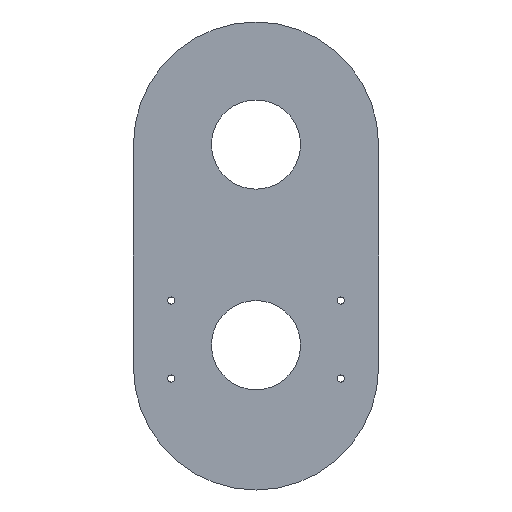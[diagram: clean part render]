
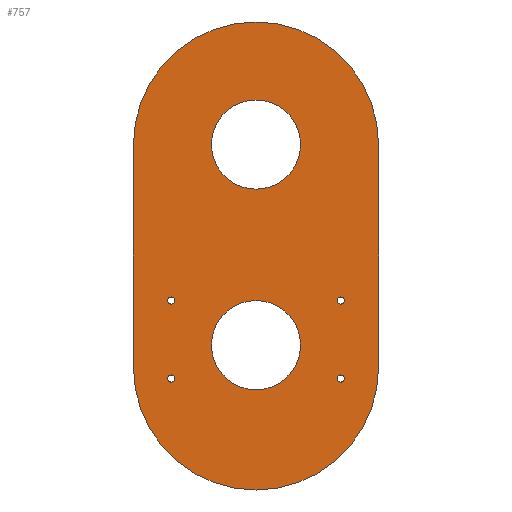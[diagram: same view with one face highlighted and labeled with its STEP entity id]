
A CAD part, left-side view. The second image highlights one B-rep face of the part: STEP entity #757.
In plain terms, the highlighted planar face has unit normal (-1, 0, 0).
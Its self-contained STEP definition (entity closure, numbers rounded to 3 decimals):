
#29=FACE_BOUND('',#139,.T.);
#30=FACE_BOUND('',#140,.T.);
#31=FACE_BOUND('',#141,.T.);
#32=FACE_BOUND('',#142,.T.);
#33=FACE_BOUND('',#143,.T.);
#34=FACE_BOUND('',#144,.T.);
#41=PLANE('',#881);
#86=FACE_OUTER_BOUND('',#138,.T.);
#138=EDGE_LOOP('',(#677,#678,#679,#680));
#139=EDGE_LOOP('',(#681));
#140=EDGE_LOOP('',(#682));
#141=EDGE_LOOP('',(#683));
#142=EDGE_LOOP('',(#684));
#143=EDGE_LOOP('',(#685));
#144=EDGE_LOOP('',(#686));
#185=LINE('',#1337,#231);
#189=LINE('',#1346,#235);
#231=VECTOR('',#1112,10.);
#235=VECTOR('',#1122,10.);
#238=CIRCLE('',#783,1.621);
#240=CIRCLE('',#786,1.621);
#242=CIRCLE('',#789,1.621);
#244=CIRCLE('',#792,1.621);
#246=CIRCLE('',#795,20.);
#248=CIRCLE('',#798,20.);
#295=CIRCLE('',#876,55.);
#296=CIRCLE('',#879,55.);
#298=VERTEX_POINT('',#1136);
#300=VERTEX_POINT('',#1142);
#302=VERTEX_POINT('',#1148);
#304=VERTEX_POINT('',#1154);
#306=VERTEX_POINT('',#1160);
#308=VERTEX_POINT('',#1166);
#365=VERTEX_POINT('',#1335);
#366=VERTEX_POINT('',#1336);
#367=VERTEX_POINT('',#1341);
#368=VERTEX_POINT('',#1345);
#371=EDGE_CURVE('',#298,#298,#238,.T.);
#374=EDGE_CURVE('',#300,#300,#240,.T.);
#377=EDGE_CURVE('',#302,#302,#242,.T.);
#380=EDGE_CURVE('',#304,#304,#244,.T.);
#383=EDGE_CURVE('',#306,#306,#246,.T.);
#386=EDGE_CURVE('',#308,#308,#248,.T.);
#467=EDGE_CURVE('',#365,#366,#185,.T.);
#470=EDGE_CURVE('',#367,#365,#295,.T.);
#472=EDGE_CURVE('',#368,#367,#189,.T.);
#474=EDGE_CURVE('',#366,#368,#296,.T.);
#677=ORIENTED_EDGE('',*,*,#474,.F.);
#678=ORIENTED_EDGE('',*,*,#467,.F.);
#679=ORIENTED_EDGE('',*,*,#470,.F.);
#680=ORIENTED_EDGE('',*,*,#472,.F.);
#681=ORIENTED_EDGE('',*,*,#371,.T.);
#682=ORIENTED_EDGE('',*,*,#374,.T.);
#683=ORIENTED_EDGE('',*,*,#377,.T.);
#684=ORIENTED_EDGE('',*,*,#380,.T.);
#685=ORIENTED_EDGE('',*,*,#383,.T.);
#686=ORIENTED_EDGE('',*,*,#386,.T.);
#757=ADVANCED_FACE('',(#86,#29,#30,#31,#32,#33,#34),#41,.F.);
#783=AXIS2_PLACEMENT_3D('',#1138,#889,#890);
#786=AXIS2_PLACEMENT_3D('',#1144,#896,#897);
#789=AXIS2_PLACEMENT_3D('',#1150,#903,#904);
#792=AXIS2_PLACEMENT_3D('',#1156,#910,#911);
#795=AXIS2_PLACEMENT_3D('',#1162,#917,#918);
#798=AXIS2_PLACEMENT_3D('',#1168,#924,#925);
#876=AXIS2_PLACEMENT_3D('',#1342,#1117,#1118);
#879=AXIS2_PLACEMENT_3D('',#1349,#1126,#1127);
#881=AXIS2_PLACEMENT_3D('',#1351,#1130,#1131);
#889=DIRECTION('center_axis',(1.,0.,0.));
#890=DIRECTION('ref_axis',(0.,0.,-1.));
#896=DIRECTION('center_axis',(1.,0.,0.));
#897=DIRECTION('ref_axis',(0.,0.,-1.));
#903=DIRECTION('center_axis',(1.,0.,0.));
#904=DIRECTION('ref_axis',(0.,0.,-1.));
#910=DIRECTION('center_axis',(1.,0.,0.));
#911=DIRECTION('ref_axis',(0.,0.,-1.));
#917=DIRECTION('center_axis',(1.,0.,0.));
#918=DIRECTION('ref_axis',(0.,0.,-1.));
#924=DIRECTION('center_axis',(1.,0.,0.));
#925=DIRECTION('ref_axis',(0.,0.,-1.));
#1112=DIRECTION('',(0.,0.,-1.));
#1117=DIRECTION('center_axis',(1.,0.,0.));
#1118=DIRECTION('ref_axis',(0.,1.,0.));
#1122=DIRECTION('',(0.,0.,1.));
#1126=DIRECTION('center_axis',(1.,0.,0.));
#1127=DIRECTION('ref_axis',(0.,-1.,0.));
#1130=DIRECTION('center_axis',(1.,0.,0.));
#1131=DIRECTION('ref_axis',(0.,0.,-1.));
#1136=CARTESIAN_POINT('',(0.,-38.,-68.379));
#1138=CARTESIAN_POINT('Origin',(0.,-38.,-70.));
#1142=CARTESIAN_POINT('',(0.,38.,-103.379));
#1144=CARTESIAN_POINT('Origin',(0.,38.,-105.));
#1148=CARTESIAN_POINT('',(0.,38.,-68.379));
#1150=CARTESIAN_POINT('Origin',(0.,38.,-70.));
#1154=CARTESIAN_POINT('',(0.,-38.,-103.379));
#1156=CARTESIAN_POINT('Origin',(0.,-38.,-105.));
#1160=CARTESIAN_POINT('',(0.,0.,20.));
#1162=CARTESIAN_POINT('Origin',(0.,0.,0.));
#1166=CARTESIAN_POINT('',(0.,0.,-70.));
#1168=CARTESIAN_POINT('Origin',(0.,0.,-90.));
#1335=CARTESIAN_POINT('',(0.,-55.,0.));
#1336=CARTESIAN_POINT('',(0.,-55.,-100.));
#1337=CARTESIAN_POINT('',(0.,-55.,0.));
#1341=CARTESIAN_POINT('',(0.,55.,0.));
#1342=CARTESIAN_POINT('Origin',(0.,0.,0.));
#1345=CARTESIAN_POINT('',(0.,55.,-100.));
#1346=CARTESIAN_POINT('',(0.,55.,-100.));
#1349=CARTESIAN_POINT('Origin',(0.,0.,-100.));
#1351=CARTESIAN_POINT('Origin',(0.,0.,-50.));
